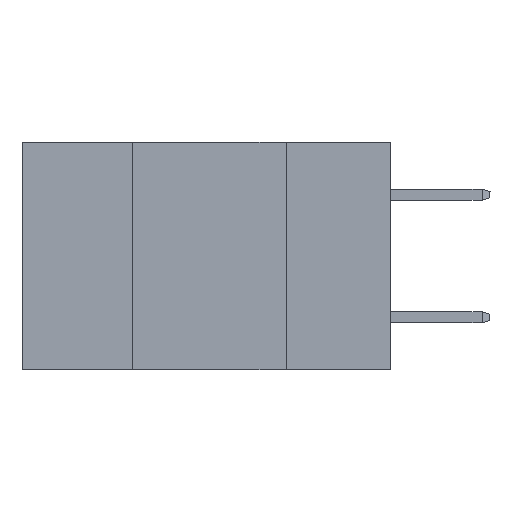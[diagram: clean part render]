
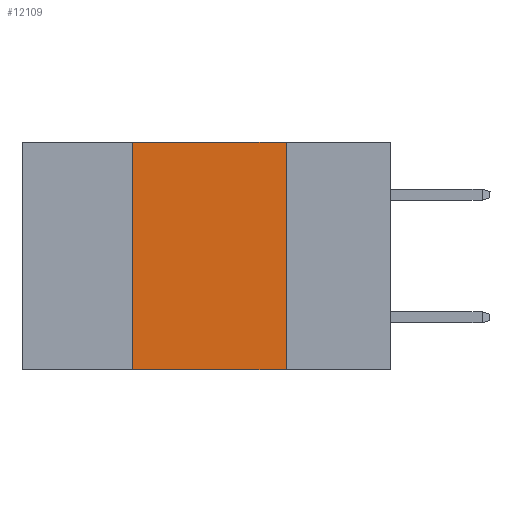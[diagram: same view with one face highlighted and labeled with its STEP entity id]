
A CAD part, left-side view. The second image highlights one B-rep face of the part: STEP entity #12109.
In plain terms, the highlighted planar face has unit normal (-1, 0, 0).
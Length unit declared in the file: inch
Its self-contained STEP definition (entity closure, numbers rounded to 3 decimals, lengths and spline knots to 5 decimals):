
#49 = CARTESIAN_POINT ( 'NONE',  ( 0., 0.17, 0. ) ) ;
#285 = DIRECTION ( 'NONE',  ( 0., -1., 0. ) ) ;
#317 = CARTESIAN_POINT ( 'NONE',  ( 0., 0.6, 0. ) ) ;
#396 = EDGE_CURVE ( 'NONE', #11654, #11051, #9403, .T. ) ;
#2884 = EDGE_CURVE ( 'NONE', #11654, #14791, #14221, .T. ) ;
#3681 = FACE_OUTER_BOUND ( 'NONE', #19850, .T. ) ;
#3705 = LINE ( 'NONE', #49, #8108 ) ;
#6898 = VERTEX_POINT ( 'NONE', #14193 ) ;
#6962 = VECTOR ( 'NONE', #15798, 39.37008 ) ;
#8002 = AXIS2_PLACEMENT_3D ( 'NONE', #10220, #8568, #8492 ) ;
#8108 = VECTOR ( 'NONE', #16904, 39.37008 ) ;
#8152 = CARTESIAN_POINT ( 'NONE',  ( 0., 0.17, -0.37 ) ) ;
#8492 = DIRECTION ( 'NONE',  ( 0., 0., -1. ) ) ;
#8568 = DIRECTION ( 'NONE',  ( 1., 0., 0. ) ) ;
#8700 = ORIENTED_EDGE ( 'NONE', *, *, #396, .T. ) ;
#9403 = LINE ( 'NONE', #10322, #13476 ) ;
#9693 = CARTESIAN_POINT ( 'NONE',  ( 0., 0.42, 0. ) ) ;
#10220 = CARTESIAN_POINT ( 'NONE',  ( 0., 0.6, 0. ) ) ;
#10322 = CARTESIAN_POINT ( 'NONE',  ( 0., 0.6, -0.37 ) ) ;
#10527 = CARTESIAN_POINT ( 'NONE',  ( 0., 0.42, -0.37 ) ) ;
#11051 = VERTEX_POINT ( 'NONE', #8152 ) ;
#11295 = EDGE_CURVE ( 'NONE', #14791, #6898, #12803, .T. ) ;
#11654 = VERTEX_POINT ( 'NONE', #10527 ) ;
#11914 = EDGE_CURVE ( 'NONE', #6898, #11051, #3705, .T. ) ;
#12109 = ADVANCED_FACE ( 'NONE', ( #3681 ), #13612, .F. ) ;
#12803 = LINE ( 'NONE', #317, #18535 ) ;
#13476 = VECTOR ( 'NONE', #19688, 39.37008 ) ;
#13612 = PLANE ( 'NONE',  #8002 ) ;
#13829 = CARTESIAN_POINT ( 'NONE',  ( 0., 0.42, 0. ) ) ;
#14193 = CARTESIAN_POINT ( 'NONE',  ( 0., 0.17, 0. ) ) ;
#14221 = LINE ( 'NONE', #13829, #6962 ) ;
#14257 = ORIENTED_EDGE ( 'NONE', *, *, #11914, .F. ) ;
#14791 = VERTEX_POINT ( 'NONE', #9693 ) ;
#15467 = ORIENTED_EDGE ( 'NONE', *, *, #11295, .F. ) ;
#15798 = DIRECTION ( 'NONE',  ( 0., 0., 1. ) ) ;
#16904 = DIRECTION ( 'NONE',  ( 0., 0., -1. ) ) ;
#17289 = ORIENTED_EDGE ( 'NONE', *, *, #2884, .F. ) ;
#18535 = VECTOR ( 'NONE', #285, 39.37008 ) ;
#19688 = DIRECTION ( 'NONE',  ( 0., -1., 0. ) ) ;
#19850 = EDGE_LOOP ( 'NONE', ( #14257, #15467, #17289, #8700 ) ) ;
